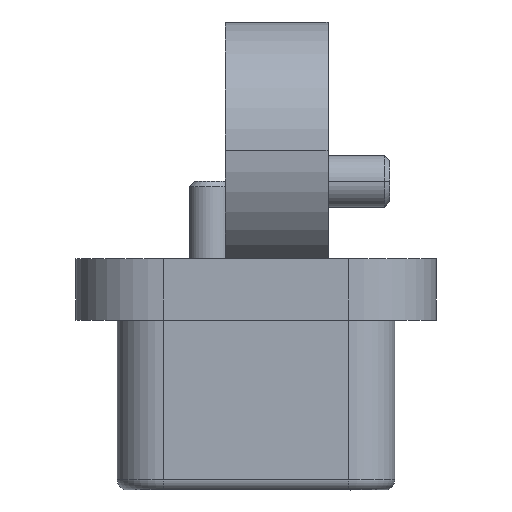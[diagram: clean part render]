
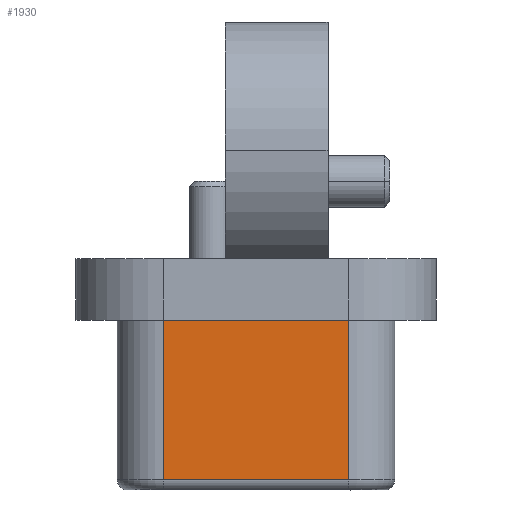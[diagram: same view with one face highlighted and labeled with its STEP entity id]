
A CAD part, left-side view. The second image highlights one B-rep face of the part: STEP entity #1930.
In plain terms, the highlighted planar face has unit normal (-1, 0, 0).
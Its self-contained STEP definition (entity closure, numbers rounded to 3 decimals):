
#708 = CARTESIAN_POINT ( 'NONE',  ( -7.65, -1.8, 4.7 ) ) ;
#854 = VERTEX_POINT ( 'NONE', #6313 ) ;
#1198 = DIRECTION ( 'NONE',  ( 0., 1., 0. ) ) ;
#1637 = ORIENTED_EDGE ( 'NONE', *, *, #10176, .T. ) ;
#1903 = CARTESIAN_POINT ( 'NONE',  ( -7.65, 1.8, 4.7 ) ) ;
#1930 = ADVANCED_FACE ( 'NONE', ( #9390 ), #2023, .F. ) ;
#1997 = CARTESIAN_POINT ( 'NONE',  ( -7.65, 1.8, 7.8 ) ) ;
#2023 = PLANE ( 'NONE',  #2710 ) ;
#2024 = LINE ( 'NONE', #5300, #2098 ) ;
#2098 = VECTOR ( 'NONE', #8581, 1000. ) ;
#2476 = CARTESIAN_POINT ( 'NONE',  ( -7.65, -1.8, 7.8 ) ) ;
#2710 = AXIS2_PLACEMENT_3D ( 'NONE', #5299, #8580, #1198 ) ;
#2840 = DIRECTION ( 'NONE',  ( 0., 1., 0. ) ) ;
#4001 = DIRECTION ( 'NONE',  ( 0., 0., 1. ) ) ;
#4338 = EDGE_CURVE ( 'NONE', #6842, #8296, #9357, .T. ) ;
#5246 = CARTESIAN_POINT ( 'NONE',  ( -7.65, 1.8, 7.8 ) ) ;
#5279 = DIRECTION ( 'NONE',  ( 0., 0., -1. ) ) ;
#5299 = CARTESIAN_POINT ( 'NONE',  ( -7.65, 0., 6.25 ) ) ;
#5300 = CARTESIAN_POINT ( 'NONE',  ( -7.65, 1.8, 4.7 ) ) ;
#5844 = ORIENTED_EDGE ( 'NONE', *, *, #7069, .T. ) ;
#6133 = VECTOR ( 'NONE', #5279, 1000. ) ;
#6313 = CARTESIAN_POINT ( 'NONE',  ( -7.65, -1.8, 4.7 ) ) ;
#6842 = VERTEX_POINT ( 'NONE', #5246 ) ;
#6869 = EDGE_CURVE ( 'NONE', #8296, #854, #2024, .T. ) ;
#6916 = LINE ( 'NONE', #10209, #9364 ) ;
#7069 = EDGE_CURVE ( 'NONE', #854, #9065, #8099, .T. ) ;
#8099 = LINE ( 'NONE', #708, #9313 ) ;
#8296 = VERTEX_POINT ( 'NONE', #1903 ) ;
#8580 = DIRECTION ( 'NONE',  ( 1., 0., 0. ) ) ;
#8581 = DIRECTION ( 'NONE',  ( 0., -1., 0. ) ) ;
#9065 = VERTEX_POINT ( 'NONE', #2476 ) ;
#9313 = VECTOR ( 'NONE', #4001, 1000. ) ;
#9357 = LINE ( 'NONE', #1997, #6133 ) ;
#9364 = VECTOR ( 'NONE', #2840, 1000. ) ;
#9390 = FACE_OUTER_BOUND ( 'NONE', #10047, .T. ) ;
#9788 = ORIENTED_EDGE ( 'NONE', *, *, #6869, .T. ) ;
#10047 = EDGE_LOOP ( 'NONE', ( #5844, #1637, #10187, #9788 ) ) ;
#10176 = EDGE_CURVE ( 'NONE', #9065, #6842, #6916, .T. ) ;
#10187 = ORIENTED_EDGE ( 'NONE', *, *, #4338, .T. ) ;
#10209 = CARTESIAN_POINT ( 'NONE',  ( -7.65, -1.8, 7.8 ) ) ;
